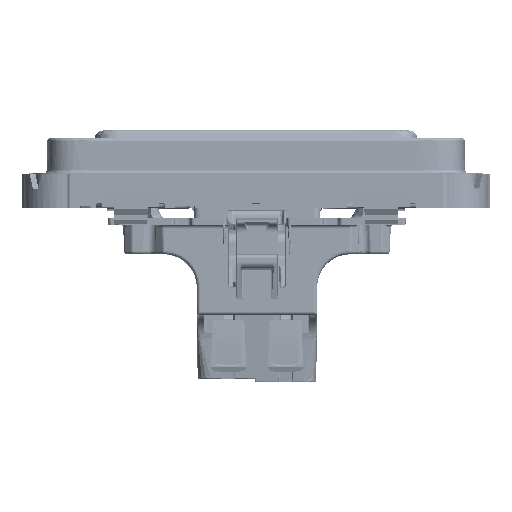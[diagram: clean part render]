
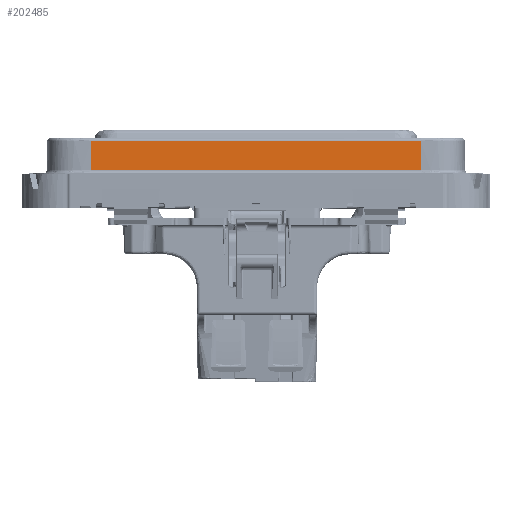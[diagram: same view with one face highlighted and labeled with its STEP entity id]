
A CAD part, front view. The second image highlights one B-rep face of the part: STEP entity #202485.
In plain terms, the highlighted planar face has unit normal (0, -1, 0.018).
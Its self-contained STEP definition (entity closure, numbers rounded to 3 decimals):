
#202465=AXIS2_PLACEMENT_3D('Plane Axis2P3D',#202462,#202463,#202464) ;
#201542=CARTESIAN_POINT('Vertex',(25.,-31.615,20.205)) ;
#201675=CARTESIAN_POINT('Vertex',(-25.,-31.615,20.205)) ;
#201678=CARTESIAN_POINT('Line Origine',(0.,-31.615,20.205)) ;
#202424=CARTESIAN_POINT('Control Point',(25.,-31.615,20.205)) ;
#202425=CARTESIAN_POINT('Control Point',(25.,-31.692,15.807)) ;
#202426=CARTESIAN_POINT('Vertex',(25.,-31.692,15.807)) ;
#202462=CARTESIAN_POINT('Axis2P3D Location',(0.,-31.7,15.315)) ;
#202467=CARTESIAN_POINT('Line Origine',(-25.,-31.653,18.006)) ;
#202471=CARTESIAN_POINT('Vertex',(-25.,-31.691,15.807)) ;
#202474=CARTESIAN_POINT('Line Origine',(-12.5,-31.691,15.807)) ;
#201679=DIRECTION('Vector Direction',(1.,0.,0.)) ;
#202463=DIRECTION('Axis2P3D Direction',(0.,-1.,0.017)) ;
#202464=DIRECTION('Axis2P3D XDirection',(-1.,0.,0.)) ;
#202468=DIRECTION('Vector Direction',(0.,-0.017,-1.)) ;
#202475=DIRECTION('Vector Direction',(-1.,0.,0.)) ;
#201680=VECTOR('Line Direction',#201679,1.) ;
#202469=VECTOR('Line Direction',#202468,1.) ;
#202476=VECTOR('Line Direction',#202475,1.) ;
#202480=ORIENTED_EDGE('',*,*,#202428,.T.) ;
#202481=ORIENTED_EDGE('',*,*,#201682,.F.) ;
#202482=ORIENTED_EDGE('',*,*,#202473,.F.) ;
#202483=ORIENTED_EDGE('',*,*,#202478,.T.) ;
#202485=ADVANCED_FACE('AG00491_A .1\\ED00099_A.1\\Shape_Enjoliveur',(#202484),#202466,.T.) ;
#202423=B_SPLINE_CURVE_WITH_KNOTS('',1,(#202424,#202425),.UNSPECIFIED.,.F.,.U.,(2,2),(-4.89,-0.491),.UNSPECIFIED.) ;
#201682=EDGE_CURVE('',#201676,#201543,#201681,.T.) ;
#202428=EDGE_CURVE('',#202427,#201543,#202423,.F.) ;
#202473=EDGE_CURVE('',#202472,#201676,#202470,.F.) ;
#202478=EDGE_CURVE('',#202472,#202427,#202477,.F.) ;
#202479=EDGE_LOOP('',(#202480,#202481,#202482,#202483)) ;
#202484=FACE_OUTER_BOUND('',#202479,.T.) ;
#201681=LINE('Line',#201678,#201680) ;
#202470=LINE('Line',#202467,#202469) ;
#202477=LINE('Line',#202474,#202476) ;
#202466=PLANE('',#202465) ;
#201543=VERTEX_POINT('',#201542) ;
#201676=VERTEX_POINT('',#201675) ;
#202427=VERTEX_POINT('',#202426) ;
#202472=VERTEX_POINT('',#202471) ;
